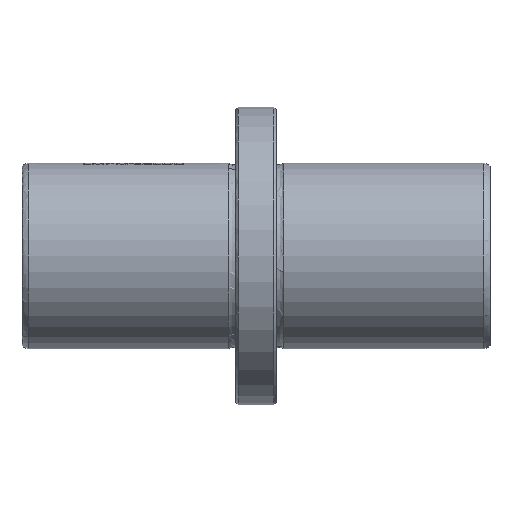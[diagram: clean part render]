
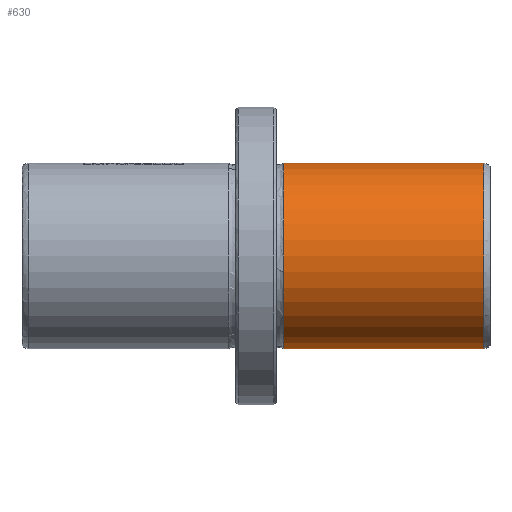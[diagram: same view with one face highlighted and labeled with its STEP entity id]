
A CAD part, front view. The second image highlights one B-rep face of the part: STEP entity #630.
In plain terms, the highlighted cylindrical face has radius 30 mm (diameter 60 mm), a full revolution.
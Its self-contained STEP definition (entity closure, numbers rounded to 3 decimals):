
#568=CYLINDRICAL_SURFACE('',#7759,30.);
#630=ADVANCED_FACE('',(#1484,#1485),#568,.T.);
#1357=CIRCLE('',#7747,30.);
#1358=CIRCLE('',#7748,30.);
#1361=CIRCLE('',#7757,30.);
#1362=CIRCLE('',#7758,30.);
#1484=FACE_BOUND('',#1628,.T.);
#1485=FACE_BOUND('',#1629,.T.);
#1628=EDGE_LOOP('',(#2910,#2911));
#1629=EDGE_LOOP('',(#2912,#2913));
#2910=ORIENTED_EDGE('',*,*,#5734,.T.);
#2911=ORIENTED_EDGE('',*,*,#5733,.T.);
#2912=ORIENTED_EDGE('',*,*,#5745,.F.);
#2913=ORIENTED_EDGE('',*,*,#5746,.F.);
#4996=VERTEX_POINT('',#11515);
#4997=VERTEX_POINT('',#11516);
#5008=VERTEX_POINT('',#11617);
#5009=VERTEX_POINT('',#11618);
#5733=EDGE_CURVE('',#4996,#4997,#1357,.T.);
#5734=EDGE_CURVE('',#4997,#4996,#1358,.T.);
#5745=EDGE_CURVE('',#5008,#5009,#1361,.T.);
#5746=EDGE_CURVE('',#5009,#5008,#1362,.T.);
#7747=AXIS2_PLACEMENT_3D('',#11514,#8436,#8437);
#7748=AXIS2_PLACEMENT_3D('',#11517,#8438,#8439);
#7757=AXIS2_PLACEMENT_3D('',#11616,#8456,#8457);
#7758=AXIS2_PLACEMENT_3D('',#11619,#8458,#8459);
#7759=AXIS2_PLACEMENT_3D('',#11620,#8460,#8461);
#8436=DIRECTION('',(-1.,0.,0.));
#8437=DIRECTION('',(0.,0.,1.));
#8438=DIRECTION('',(-1.,0.,0.));
#8439=DIRECTION('',(0.,0.,1.));
#8456=DIRECTION('',(-1.,0.,0.));
#8457=DIRECTION('',(0.,0.,1.));
#8458=DIRECTION('',(-1.,0.,0.));
#8459=DIRECTION('',(0.,0.,1.));
#8460=DIRECTION('',(1.,0.,0.));
#8461=DIRECTION('',(0.,0.,-1.));
#11514=CARTESIAN_POINT('',(80.016,0.,0.));
#11515=CARTESIAN_POINT('',(80.016,0.,30.));
#11516=CARTESIAN_POINT('',(80.016,0.,-30.));
#11517=CARTESIAN_POINT('',(80.016,0.,0.));
#11616=CARTESIAN_POINT('',(15.4,0.,0.));
#11617=CARTESIAN_POINT('',(15.4,0.,30.));
#11618=CARTESIAN_POINT('',(15.4,0.,-30.));
#11619=CARTESIAN_POINT('',(15.4,0.,0.));
#11620=CARTESIAN_POINT('',(15.4,0.,0.));
